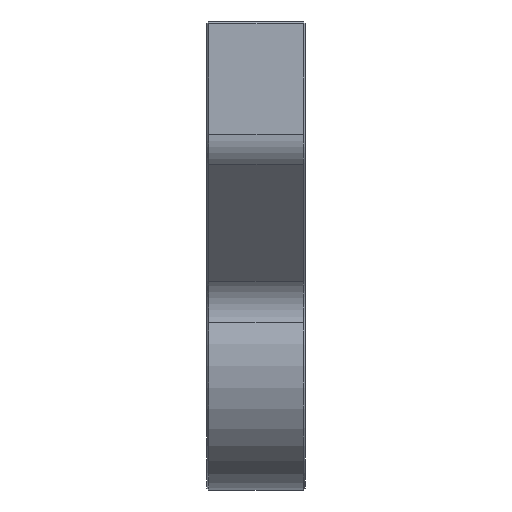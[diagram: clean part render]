
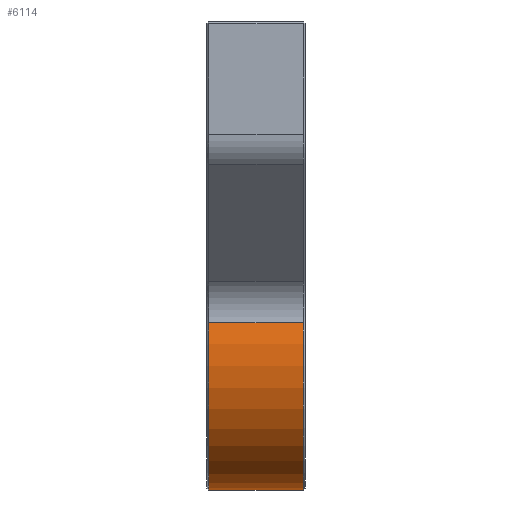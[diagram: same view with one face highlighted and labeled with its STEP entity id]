
A CAD part, left-side view. The second image highlights one B-rep face of the part: STEP entity #6114.
In plain terms, the highlighted cylindrical face has radius 9.35 mm (diameter 18.7 mm), a partial arc.
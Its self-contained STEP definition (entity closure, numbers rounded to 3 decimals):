
#171 = CIRCLE ( 'NONE', #340, 9.35 ) ;
#270 = VERTEX_POINT ( 'NONE', #1516 ) ;
#340 = AXIS2_PLACEMENT_3D ( 'NONE', #750, #10539, #13699 ) ;
#396 = CARTESIAN_POINT ( 'NONE',  ( 0., 7., -9.35 ) ) ;
#750 = CARTESIAN_POINT ( 'NONE',  ( 0., 6.875, 0. ) ) ;
#909 = DIRECTION ( 'NONE',  ( 0., 0., 1. ) ) ;
#1098 = EDGE_CURVE ( 'NONE', #7139, #10251, #4106, .T. ) ;
#1375 = CYLINDRICAL_SURFACE ( 'NONE', #8697, 9.35 ) ;
#1516 = CARTESIAN_POINT ( 'NONE',  ( 0., 6.875, -9.35 ) ) ;
#2089 = DIRECTION ( 'NONE',  ( 0., 1., 0. ) ) ;
#2182 = EDGE_CURVE ( 'NONE', #10251, #13597, #5079, .T. ) ;
#2404 = DIRECTION ( 'NONE',  ( 0., 0., -1. ) ) ;
#2960 = LINE ( 'NONE', #396, #6102 ) ;
#3330 = CARTESIAN_POINT ( 'NONE',  ( 0., 0.125, -9.35 ) ) ;
#3402 = DIRECTION ( 'NONE',  ( 0., -1., 0. ) ) ;
#3492 = ORIENTED_EDGE ( 'NONE', *, *, #4234, .T. ) ;
#4009 = EDGE_CURVE ( 'NONE', #270, #7139, #2960, .T. ) ;
#4062 = CARTESIAN_POINT ( 'NONE',  ( -8.991, 7., 2.567 ) ) ;
#4106 = CIRCLE ( 'NONE', #12129, 9.35 ) ;
#4234 = EDGE_CURVE ( 'NONE', #13597, #270, #171, .T. ) ;
#4433 = DIRECTION ( 'NONE',  ( 0., -1., 0. ) ) ;
#5079 = LINE ( 'NONE', #4062, #5907 ) ;
#5907 = VECTOR ( 'NONE', #2089, 1000. ) ;
#6041 = EDGE_LOOP ( 'NONE', ( #3492, #9844, #8453, #6161 ) ) ;
#6102 = VECTOR ( 'NONE', #4433, 1000. ) ;
#6114 = ADVANCED_FACE ( 'NONE', ( #12325 ), #1375, .T. ) ;
#6161 = ORIENTED_EDGE ( 'NONE', *, *, #2182, .T. ) ;
#7139 = VERTEX_POINT ( 'NONE', #3330 ) ;
#7819 = CARTESIAN_POINT ( 'NONE',  ( -8.991, 6.875, 2.567 ) ) ;
#8194 = DIRECTION ( 'NONE',  ( 0., 1., 0. ) ) ;
#8453 = ORIENTED_EDGE ( 'NONE', *, *, #1098, .T. ) ;
#8697 = AXIS2_PLACEMENT_3D ( 'NONE', #9921, #3402, #2404 ) ;
#9844 = ORIENTED_EDGE ( 'NONE', *, *, #4009, .T. ) ;
#9921 = CARTESIAN_POINT ( 'NONE',  ( 0., 7., 0. ) ) ;
#10251 = VERTEX_POINT ( 'NONE', #13377 ) ;
#10539 = DIRECTION ( 'NONE',  ( 0., -1., 0. ) ) ;
#11408 = CARTESIAN_POINT ( 'NONE',  ( 0., 0.125, 0. ) ) ;
#12129 = AXIS2_PLACEMENT_3D ( 'NONE', #11408, #8194, #909 ) ;
#12325 = FACE_OUTER_BOUND ( 'NONE', #6041, .T. ) ;
#13377 = CARTESIAN_POINT ( 'NONE',  ( -8.991, 0.125, 2.567 ) ) ;
#13597 = VERTEX_POINT ( 'NONE', #7819 ) ;
#13699 = DIRECTION ( 'NONE',  ( 0., 0., 1. ) ) ;
